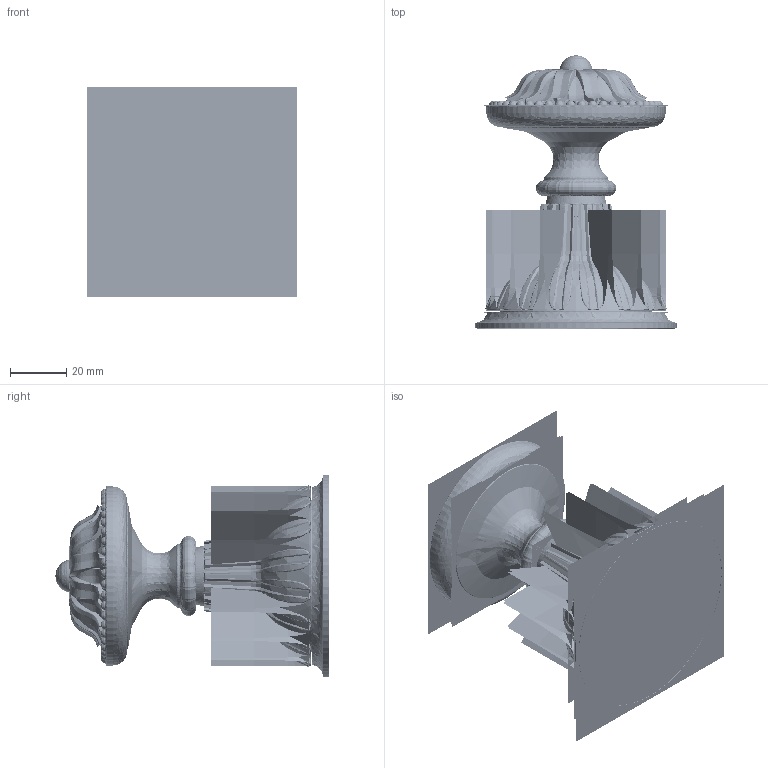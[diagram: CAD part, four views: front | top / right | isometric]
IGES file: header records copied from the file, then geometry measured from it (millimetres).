
Start section:  PTC IGES file: 0918KB-ESC-XX.igs
Global section: file name: 0918KB-ESC-XX.igs; native system: Creo Elements/Pro by Parametric Technology Corporation; preprocessor: 2015070; author: leo; organization: Unknown; date: 20200515.114114; units: inch
Bounding box: 74.49 x 96.74 x 74.52 mm (x, y, z)
Volume: 99536.6 mm3; surface area: 491975.7 mm2
Topology: 4 solids, 4 shells, 3354 faces, 15522 edges, 18717 vertices
Faces by surface type: bspline 2030, revolution 1260, extrusion 64
